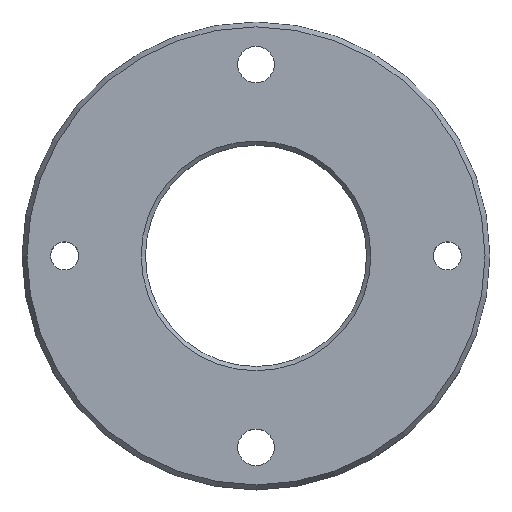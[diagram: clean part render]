
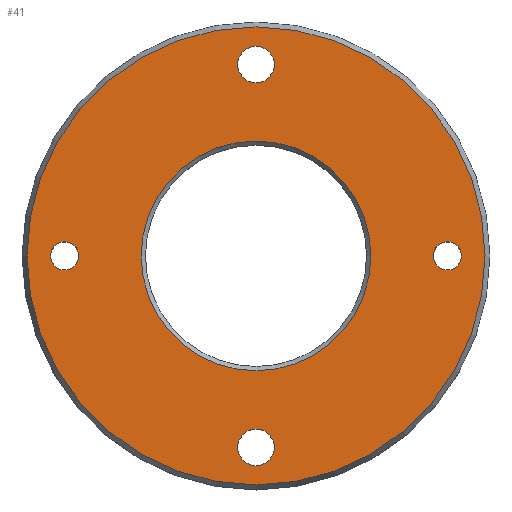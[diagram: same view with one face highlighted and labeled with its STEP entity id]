
A CAD part, top view. The second image highlights one B-rep face of the part: STEP entity #41.
In plain terms, the highlighted planar face has unit normal (0, 0, 1).
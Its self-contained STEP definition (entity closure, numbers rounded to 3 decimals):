
#41=ADVANCED_FACE('',(#89,#90,#91,#92,#93,#94),#95,.T.);
#89=FACE_BOUND('',#161,.T.);
#90=FACE_BOUND('',#162,.T.);
#91=FACE_BOUND('',#163,.T.);
#92=FACE_OUTER_BOUND('',#164,.T.);
#93=FACE_BOUND('',#165,.T.);
#94=FACE_BOUND('',#166,.T.);
#95=PLANE('',#167);
#161=EDGE_LOOP('',(#229));
#162=EDGE_LOOP('',(#230));
#163=EDGE_LOOP('',(#231));
#164=EDGE_LOOP('',(#232));
#165=EDGE_LOOP('',(#233));
#166=EDGE_LOOP('',(#234));
#167=AXIS2_PLACEMENT_3D('',#235,#236,#237);
#229=ORIENTED_EDGE('',*,*,#319,.T.);
#230=ORIENTED_EDGE('',*,*,#320,.T.);
#231=ORIENTED_EDGE('',*,*,#321,.T.);
#232=ORIENTED_EDGE('',*,*,#322,.T.);
#233=ORIENTED_EDGE('',*,*,#323,.T.);
#234=ORIENTED_EDGE('',*,*,#317,.T.);
#235=CARTESIAN_POINT('',(0.0,0.0,12.0));
#236=DIRECTION('',(0.0,0.0,1.0));
#237=DIRECTION('',(1.0,0.0,-0.0));
#317=EDGE_CURVE('',#351,#351,#352,.T.);
#319=EDGE_CURVE('',#354,#354,#355,.T.);
#320=EDGE_CURVE('',#356,#356,#357,.F.);
#321=EDGE_CURVE('',#358,#358,#359,.T.);
#322=EDGE_CURVE('',#360,#360,#361,.T.);
#323=EDGE_CURVE('',#362,#362,#363,.T.);
#351=VERTEX_POINT('',#402);
#352=CIRCLE('',#403,2.15);
#354=VERTEX_POINT('',#405);
#355=CIRCLE('',#406,1.65);
#356=VERTEX_POINT('',#407);
#357=CIRCLE('',#408,13.5);
#358=VERTEX_POINT('',#409);
#359=CIRCLE('',#410,1.65);
#360=VERTEX_POINT('',#411);
#361=CIRCLE('',#412,26.923);
#362=VERTEX_POINT('',#413);
#363=CIRCLE('',#414,2.15);
#402=CARTESIAN_POINT('',(-2.15,-22.5,12.));
#403=AXIS2_PLACEMENT_3D('',#453,#454,#455);
#405=CARTESIAN_POINT('',(20.85,0.,12.));
#406=AXIS2_PLACEMENT_3D('',#456,#457,#458);
#407=CARTESIAN_POINT('',(13.5,0.,12.0));
#408=AXIS2_PLACEMENT_3D('',#459,#460,#461);
#409=CARTESIAN_POINT('',(-24.15,0.,12.));
#410=AXIS2_PLACEMENT_3D('',#462,#463,#464);
#411=CARTESIAN_POINT('',(26.923,0.0,12.0));
#412=AXIS2_PLACEMENT_3D('',#465,#466,#467);
#413=CARTESIAN_POINT('',(-2.15,22.5,12.));
#414=AXIS2_PLACEMENT_3D('',#468,#469,#470);
#453=CARTESIAN_POINT('',(0.0,-22.5,12.));
#454=DIRECTION('',(-0.0,0.0,-1.0));
#455=DIRECTION('',(-1.0,0.0,0.0));
#456=CARTESIAN_POINT('',(22.5,0.,12.));
#457=DIRECTION('',(-0.0,0.0,-1.0));
#458=DIRECTION('',(-1.0,0.0,0.0));
#459=CARTESIAN_POINT('',(0.0,0.0,12.0));
#460=DIRECTION('',(0.0,0.0,1.0));
#461=DIRECTION('',(1.0,0.0,-0.0));
#462=CARTESIAN_POINT('',(-22.5,0.,12.));
#463=DIRECTION('',(-0.0,0.0,-1.0));
#464=DIRECTION('',(-1.0,0.0,0.0));
#465=CARTESIAN_POINT('',(0.0,0.0,12.0));
#466=DIRECTION('',(0.0,0.0,1.0));
#467=DIRECTION('',(1.0,0.0,-0.0));
#468=CARTESIAN_POINT('',(0.0,22.5,12.));
#469=DIRECTION('',(-0.0,0.0,-1.0));
#470=DIRECTION('',(-1.0,0.0,0.0));
